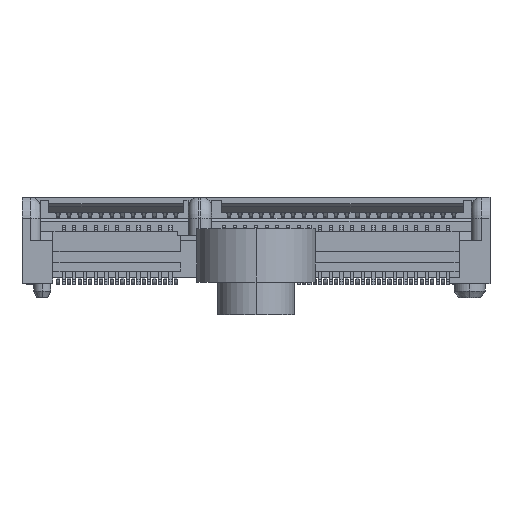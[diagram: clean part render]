
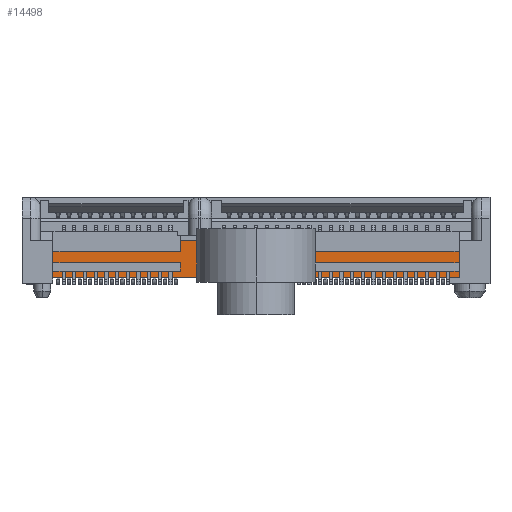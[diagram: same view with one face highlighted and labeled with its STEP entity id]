
A CAD part, top view. The second image highlights one B-rep face of the part: STEP entity #14498.
In plain terms, the highlighted planar face has unit normal (0, 0, 1).
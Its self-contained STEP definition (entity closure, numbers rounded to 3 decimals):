
#468 = DIRECTION ( 'NONE',  ( 0., -1., 0. ) ) ;
#512 = CARTESIAN_POINT ( 'NONE',  ( -1.955, -0.135, -0.45 ) ) ;
#773 = DIRECTION ( 'NONE',  ( -1., 0., 0. ) ) ;
#1388 = DIRECTION ( 'NONE',  ( -1., 0., 0. ) ) ;
#1657 = DIRECTION ( 'NONE',  ( 0., -1., 0. ) ) ;
#1768 = DIRECTION ( 'NONE',  ( 0., -1., 0. ) ) ;
#2004 = EDGE_CURVE ( 'NONE', #43038, #42418, #11014, .T. ) ;
#2496 = ORIENTED_EDGE ( 'NONE', *, *, #32588, .F. ) ;
#2738 = EDGE_CURVE ( 'NONE', #27791, #42418, #37719, .T. ) ;
#3101 = VECTOR ( 'NONE', #1657, 1000. ) ;
#3542 = EDGE_CURVE ( 'NONE', #27791, #6848, #3894, .T. ) ;
#3818 = LINE ( 'NONE', #18704, #17939 ) ;
#3894 = LINE ( 'NONE', #17931, #30016 ) ;
#4695 = VECTOR ( 'NONE', #25012, 1000. ) ;
#5029 = EDGE_CURVE ( 'NONE', #43438, #25732, #6124, .T. ) ;
#6124 = LINE ( 'NONE', #6716, #19716 ) ;
#6710 = DIRECTION ( 'NONE',  ( 1., 0., 0. ) ) ;
#6716 = CARTESIAN_POINT ( 'NONE',  ( -3.545, -1.885, -0.45 ) ) ;
#6746 = CARTESIAN_POINT ( 'NONE',  ( 9.5, 1.885, -0.45 ) ) ;
#6754 = VECTOR ( 'NONE', #30158, 1000. ) ;
#6848 = VERTEX_POINT ( 'NONE', #16177 ) ;
#6924 = LINE ( 'NONE', #21268, #29803 ) ;
#7592 = EDGE_CURVE ( 'NONE', #17441, #26593, #30390, .T. ) ;
#7602 = DIRECTION ( 'NONE',  ( -1., 0., 0. ) ) ;
#7800 = EDGE_CURVE ( 'NONE', #6848, #33360, #6924, .T. ) ;
#8435 = CARTESIAN_POINT ( 'NONE',  ( -9.5, 1.885, -0.45 ) ) ;
#8681 = ORIENTED_EDGE ( 'NONE', *, *, #2004, .F. ) ;
#8773 = ORIENTED_EDGE ( 'NONE', *, *, #19297, .F. ) ;
#9212 = ORIENTED_EDGE ( 'NONE', *, *, #7800, .F. ) ;
#9465 = ORIENTED_EDGE ( 'NONE', *, *, #2738, .T. ) ;
#9751 = CARTESIAN_POINT ( 'NONE',  ( -3.545, -1.885, -0.45 ) ) ;
#10265 = VERTEX_POINT ( 'NONE', #41952 ) ;
#11014 = LINE ( 'NONE', #26562, #38858 ) ;
#11519 = CARTESIAN_POINT ( 'NONE',  ( -1.955, -0.665, -0.45 ) ) ;
#12222 = LINE ( 'NONE', #28453, #31320 ) ;
#12439 = CARTESIAN_POINT ( 'NONE',  ( 9.5, -0.665, -0.45 ) ) ;
#13216 = ORIENTED_EDGE ( 'NONE', *, *, #22643, .F. ) ;
#13257 = DIRECTION ( 'NONE',  ( 0., 1., 0. ) ) ;
#13628 = VERTEX_POINT ( 'NONE', #41848 ) ;
#13768 = CARTESIAN_POINT ( 'NONE',  ( 9.5, -1.885, -0.45 ) ) ;
#13808 = EDGE_LOOP ( 'NONE', ( #23617, #33008, #45211, #20506, #9212, #38080, #9465, #8681, #22980, #37480, #32035, #8773, #44991, #2496, #13216, #24633 ) ) ;
#13977 = CARTESIAN_POINT ( 'NONE',  ( 9.5, -1.585, -0.45 ) ) ;
#13984 = DIRECTION ( 'NONE',  ( 0., 1., 0. ) ) ;
#14140 = LINE ( 'NONE', #14923, #21773 ) ;
#14301 = EDGE_CURVE ( 'NONE', #43963, #28710, #16704, .T. ) ;
#14320 = DIRECTION ( 'NONE',  ( 1., 0., 0. ) ) ;
#14498 = ADVANCED_FACE ( 'NONE', ( #21595 ), #31321, .F. ) ;
#14534 = VECTOR ( 'NONE', #6710, 1000. ) ;
#14923 = CARTESIAN_POINT ( 'NONE',  ( 9.5, -0.135, -0.45 ) ) ;
#15417 = VECTOR ( 'NONE', #36406, 1000. ) ;
#15443 = VERTEX_POINT ( 'NONE', #26356 ) ;
#16177 = CARTESIAN_POINT ( 'NONE',  ( -1.955, -1.185, -0.45 ) ) ;
#16704 = LINE ( 'NONE', #33190, #3101 ) ;
#17441 = VERTEX_POINT ( 'NONE', #28773 ) ;
#17931 = CARTESIAN_POINT ( 'NONE',  ( 9.5, -1.185, -0.45 ) ) ;
#17939 = VECTOR ( 'NONE', #1388, 1000. ) ;
#18704 = CARTESIAN_POINT ( 'NONE',  ( -10.95, -1.885, -0.45 ) ) ;
#18916 = CARTESIAN_POINT ( 'NONE',  ( -1.955, -1.585, -0.45 ) ) ;
#19297 = EDGE_CURVE ( 'NONE', #43963, #43438, #29624, .T. ) ;
#19447 = CARTESIAN_POINT ( 'NONE',  ( -1.955, -1.885, -0.45 ) ) ;
#19537 = DIRECTION ( 'NONE',  ( 1., 0., 0. ) ) ;
#19716 = VECTOR ( 'NONE', #13984, 1000. ) ;
#20483 = CARTESIAN_POINT ( 'NONE',  ( 9.5, -1.185, -0.45 ) ) ;
#20506 = ORIENTED_EDGE ( 'NONE', *, *, #39573, .F. ) ;
#20572 = EDGE_CURVE ( 'NONE', #15443, #10265, #3818, .T. ) ;
#20865 = CARTESIAN_POINT ( 'NONE',  ( -9.5, -0.665, -0.45 ) ) ;
#21267 = LINE ( 'NONE', #35012, #36065 ) ;
#21268 = CARTESIAN_POINT ( 'NONE',  ( -1.955, -1.885, -0.45 ) ) ;
#21595 = FACE_OUTER_BOUND ( 'NONE', #13808, .T. ) ;
#21773 = VECTOR ( 'NONE', #14320, 1000. ) ;
#21848 = VECTOR ( 'NONE', #28184, 1000. ) ;
#22643 = EDGE_CURVE ( 'NONE', #26593, #28203, #38489, .T. ) ;
#22980 = ORIENTED_EDGE ( 'NONE', *, *, #42639, .F. ) ;
#23617 = ORIENTED_EDGE ( 'NONE', *, *, #40926, .T. ) ;
#24534 = CARTESIAN_POINT ( 'NONE',  ( -9.5, -1.185, -0.45 ) ) ;
#24633 = ORIENTED_EDGE ( 'NONE', *, *, #7592, .F. ) ;
#24779 = DIRECTION ( 'NONE',  ( 0., 1., 0. ) ) ;
#25012 = DIRECTION ( 'NONE',  ( 1., 0., 0. ) ) ;
#25299 = CARTESIAN_POINT ( 'NONE',  ( 9.5, -1.585, -0.45 ) ) ;
#25732 = VERTEX_POINT ( 'NONE', #35668 ) ;
#25916 = VECTOR ( 'NONE', #13257, 1000. ) ;
#26356 = CARTESIAN_POINT ( 'NONE',  ( 9.5, -1.885, -0.45 ) ) ;
#26466 = LINE ( 'NONE', #25299, #4695 ) ;
#26562 = CARTESIAN_POINT ( 'NONE',  ( 9.5, -0.665, -0.45 ) ) ;
#26593 = VERTEX_POINT ( 'NONE', #37423 ) ;
#27479 = DIRECTION ( 'NONE',  ( -1., 0., 0. ) ) ;
#27791 = VERTEX_POINT ( 'NONE', #20483 ) ;
#28184 = DIRECTION ( 'NONE',  ( 0., 1., 0. ) ) ;
#28203 = VERTEX_POINT ( 'NONE', #37359 ) ;
#28453 = CARTESIAN_POINT ( 'NONE',  ( 9.5, -1.185, -0.45 ) ) ;
#28710 = VERTEX_POINT ( 'NONE', #24534 ) ;
#28773 = CARTESIAN_POINT ( 'NONE',  ( -9.5, -1.585, -0.45 ) ) ;
#28872 = AXIS2_PLACEMENT_3D ( 'NONE', #13768, #37881, #27479 ) ;
#29624 = LINE ( 'NONE', #12439, #15417 ) ;
#29803 = VECTOR ( 'NONE', #468, 1000. ) ;
#30016 = VECTOR ( 'NONE', #773, 1000. ) ;
#30158 = DIRECTION ( 'NONE',  ( 0., -1., 0. ) ) ;
#30390 = LINE ( 'NONE', #13977, #14534 ) ;
#31320 = VECTOR ( 'NONE', #7602, 1000. ) ;
#31321 = PLANE ( 'NONE',  #28872 ) ;
#32035 = ORIENTED_EDGE ( 'NONE', *, *, #5029, .F. ) ;
#32588 = EDGE_CURVE ( 'NONE', #28203, #28710, #12222, .T. ) ;
#33008 = ORIENTED_EDGE ( 'NONE', *, *, #20572, .F. ) ;
#33190 = CARTESIAN_POINT ( 'NONE',  ( -9.5, 1.885, -0.45 ) ) ;
#33360 = VERTEX_POINT ( 'NONE', #18916 ) ;
#33689 = VECTOR ( 'NONE', #1768, 1000. ) ;
#34251 = CARTESIAN_POINT ( 'NONE',  ( -3.545, -0.665, -0.45 ) ) ;
#34847 = EDGE_CURVE ( 'NONE', #15443, #13628, #21267, .T. ) ;
#35012 = CARTESIAN_POINT ( 'NONE',  ( 9.5, 1.885, -0.45 ) ) ;
#35650 = LINE ( 'NONE', #19447, #6754 ) ;
#35668 = CARTESIAN_POINT ( 'NONE',  ( -3.545, -0.135, -0.45 ) ) ;
#36065 = VECTOR ( 'NONE', #24779, 1000. ) ;
#36406 = DIRECTION ( 'NONE',  ( 1., 0., 0. ) ) ;
#37359 = CARTESIAN_POINT ( 'NONE',  ( -3.545, -1.185, -0.45 ) ) ;
#37423 = CARTESIAN_POINT ( 'NONE',  ( -3.545, -1.585, -0.45 ) ) ;
#37477 = LINE ( 'NONE', #8435, #33689 ) ;
#37480 = ORIENTED_EDGE ( 'NONE', *, *, #37574, .F. ) ;
#37574 = EDGE_CURVE ( 'NONE', #25732, #44079, #14140, .T. ) ;
#37719 = LINE ( 'NONE', #6746, #21848 ) ;
#37881 = DIRECTION ( 'NONE',  ( 0., 0., -1. ) ) ;
#38080 = ORIENTED_EDGE ( 'NONE', *, *, #3542, .F. ) ;
#38489 = LINE ( 'NONE', #9751, #25916 ) ;
#38858 = VECTOR ( 'NONE', #19537, 1000. ) ;
#39573 = EDGE_CURVE ( 'NONE', #33360, #13628, #26466, .T. ) ;
#40926 = EDGE_CURVE ( 'NONE', #17441, #10265, #37477, .T. ) ;
#41848 = CARTESIAN_POINT ( 'NONE',  ( 9.5, -1.585, -0.45 ) ) ;
#41952 = CARTESIAN_POINT ( 'NONE',  ( -9.5, -1.885, -0.45 ) ) ;
#42418 = VERTEX_POINT ( 'NONE', #42688 ) ;
#42639 = EDGE_CURVE ( 'NONE', #44079, #43038, #35650, .T. ) ;
#42688 = CARTESIAN_POINT ( 'NONE',  ( 9.5, -0.665, -0.45 ) ) ;
#43038 = VERTEX_POINT ( 'NONE', #11519 ) ;
#43438 = VERTEX_POINT ( 'NONE', #34251 ) ;
#43963 = VERTEX_POINT ( 'NONE', #20865 ) ;
#44079 = VERTEX_POINT ( 'NONE', #512 ) ;
#44991 = ORIENTED_EDGE ( 'NONE', *, *, #14301, .T. ) ;
#45211 = ORIENTED_EDGE ( 'NONE', *, *, #34847, .T. ) ;
